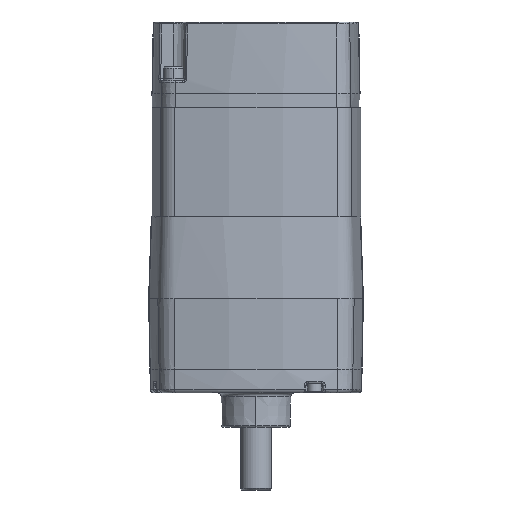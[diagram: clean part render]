
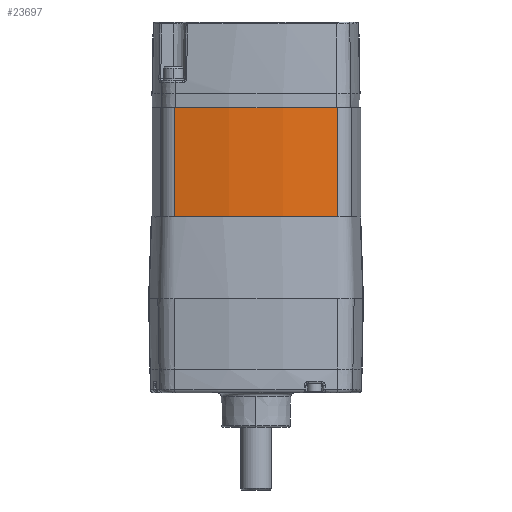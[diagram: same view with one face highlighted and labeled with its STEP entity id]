
A CAD part, front view. The second image highlights one B-rep face of the part: STEP entity #23697.
In plain terms, the highlighted cylindrical face has radius 147.574 mm (diameter 295.148 mm), a partial arc.
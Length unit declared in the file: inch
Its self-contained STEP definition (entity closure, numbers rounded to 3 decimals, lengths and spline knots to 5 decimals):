
#988 = CARTESIAN_POINT ( 'NONE',  ( 1.30251, -1.53512, 0. ) ) ;
#1092 = CYLINDRICAL_SURFACE ( 'NONE', #7622, 5.81 ) ;
#1866 = VERTEX_POINT ( 'NONE', #988 ) ;
#2590 = FACE_OUTER_BOUND ( 'NONE', #15561, .T. ) ;
#2819 = CARTESIAN_POINT ( 'NONE',  ( -1.30251, -1.53512, -1.75 ) ) ;
#3947 = VERTEX_POINT ( 'NONE', #25136 ) ;
#5900 = DIRECTION ( 'NONE',  ( 1., 0., 0. ) ) ;
#5995 = EDGE_CURVE ( 'NONE', #8486, #3947, #14525, .T. ) ;
#6595 = EDGE_CURVE ( 'NONE', #28196, #1866, #12679, .T. ) ;
#7622 = AXIS2_PLACEMENT_3D ( 'NONE', #22128, #12888, #5900 ) ;
#8486 = VERTEX_POINT ( 'NONE', #2819 ) ;
#10670 = DIRECTION ( 'NONE',  ( 0., 0., 1. ) ) ;
#10889 = CARTESIAN_POINT ( 'NONE',  ( 0., 4.127, -1.75 ) ) ;
#11016 = AXIS2_PLACEMENT_3D ( 'NONE', #24552, #10670, #26890 ) ;
#11648 = DIRECTION ( 'NONE',  ( 0., 0., 1. ) ) ;
#11960 = VECTOR ( 'NONE', #21406, 39.37008 ) ;
#12679 = LINE ( 'NONE', #28313, #11960 ) ;
#12879 = CIRCLE ( 'NONE', #11016, 5.81 ) ;
#12888 = DIRECTION ( 'NONE',  ( 0., 0., 1. ) ) ;
#13200 = DIRECTION ( 'NONE',  ( 1., 0., 0. ) ) ;
#13784 = VECTOR ( 'NONE', #11648, 39.37008 ) ;
#13976 = CARTESIAN_POINT ( 'NONE',  ( -1.30251, -1.53512, -1.75 ) ) ;
#14525 = LINE ( 'NONE', #13976, #13784 ) ;
#14710 = ORIENTED_EDGE ( 'NONE', *, *, #28703, .T. ) ;
#15561 = EDGE_LOOP ( 'NONE', ( #23806, #21953, #14710, #24540 ) ) ;
#17866 = CIRCLE ( 'NONE', #18555, 5.81 ) ;
#18555 = AXIS2_PLACEMENT_3D ( 'NONE', #10889, #27092, #13200 ) ;
#20322 = EDGE_CURVE ( 'NONE', #3947, #1866, #12879, .T. ) ;
#21406 = DIRECTION ( 'NONE',  ( 0., 0., 1. ) ) ;
#21953 = ORIENTED_EDGE ( 'NONE', *, *, #5995, .F. ) ;
#22128 = CARTESIAN_POINT ( 'NONE',  ( 0., 4.127, -1.75 ) ) ;
#23697 = ADVANCED_FACE ( 'NONE', ( #2590 ), #1092, .T. ) ;
#23806 = ORIENTED_EDGE ( 'NONE', *, *, #20322, .F. ) ;
#24540 = ORIENTED_EDGE ( 'NONE', *, *, #6595, .T. ) ;
#24552 = CARTESIAN_POINT ( 'NONE',  ( 0., 4.127, 0. ) ) ;
#25136 = CARTESIAN_POINT ( 'NONE',  ( -1.30251, -1.53512, 0. ) ) ;
#26720 = CARTESIAN_POINT ( 'NONE',  ( 1.30251, -1.53512, -1.75 ) ) ;
#26890 = DIRECTION ( 'NONE',  ( 1., 0., 0. ) ) ;
#27092 = DIRECTION ( 'NONE',  ( 0., 0., 1. ) ) ;
#28196 = VERTEX_POINT ( 'NONE', #26720 ) ;
#28313 = CARTESIAN_POINT ( 'NONE',  ( 1.30251, -1.53512, -1.75 ) ) ;
#28703 = EDGE_CURVE ( 'NONE', #8486, #28196, #17866, .T. ) ;
